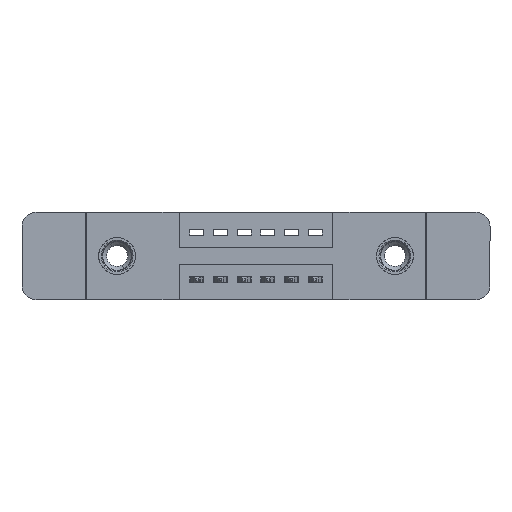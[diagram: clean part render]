
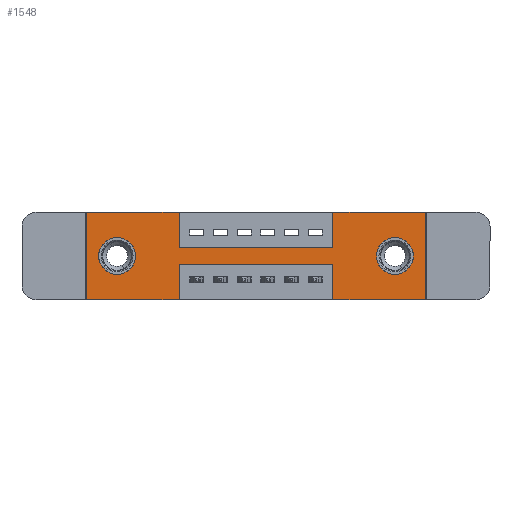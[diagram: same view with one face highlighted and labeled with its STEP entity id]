
A CAD part, front view. The second image highlights one B-rep face of the part: STEP entity #1548.
In plain terms, the highlighted planar face has unit normal (0, -1, 0).
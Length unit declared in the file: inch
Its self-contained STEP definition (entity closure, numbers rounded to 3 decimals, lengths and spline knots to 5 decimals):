
#137 = EDGE_CURVE ( 'NONE', #4415, #8500, #2648, .T. ) ;
#160 = LINE ( 'NONE', #2239, #9847 ) ;
#253 = CARTESIAN_POINT ( 'NONE',  ( 1.0425, 0., -0.22 ) ) ;
#291 = ORIENTED_EDGE ( 'NONE', *, *, #137, .F. ) ;
#571 = CIRCLE ( 'NONE', #5383, 0.078 ) ;
#585 = EDGE_CURVE ( 'NONE', #8233, #9403, #9641, .T. ) ;
#664 = EDGE_CURVE ( 'NONE', #8500, #12074, #4726, .T. ) ;
#680 = CARTESIAN_POINT ( 'NONE',  ( 0.3925, 0., -0.37 ) ) ;
#682 = VECTOR ( 'NONE', #12185, 39.37008 ) ;
#716 = CARTESIAN_POINT ( 'NONE',  ( 1.0425, 0., -0.37 ) ) ;
#759 = EDGE_CURVE ( 'NONE', #4209, #8233, #9126, .T. ) ;
#811 = CARTESIAN_POINT ( 'NONE',  ( 0., 0., 0. ) ) ;
#1321 = CARTESIAN_POINT ( 'NONE',  ( 0., 0., 0. ) ) ;
#1435 = VECTOR ( 'NONE', #9473, 39.37008 ) ;
#1445 = EDGE_CURVE ( 'NONE', #4848, #4415, #13648, .T. ) ;
#1548 = ADVANCED_FACE ( 'NONE', ( #8044, #2974, #14552 ), #8337, .T. ) ;
#2016 = AXIS2_PLACEMENT_3D ( 'NONE', #2707, #9370, #2654 ) ;
#2110 = VECTOR ( 'NONE', #8575, 39.37008 ) ;
#2138 = CARTESIAN_POINT ( 'NONE',  ( 1.0425, 0., 0. ) ) ;
#2190 = AXIS2_PLACEMENT_3D ( 'NONE', #7669, #4139, #14300 ) ;
#2239 = CARTESIAN_POINT ( 'NONE',  ( 0.3925, 0., -0.22 ) ) ;
#2416 = EDGE_CURVE ( 'NONE', #11289, #2637, #3104, .T. ) ;
#2467 = CARTESIAN_POINT ( 'NONE',  ( 1.435, 0., 0. ) ) ;
#2588 = AXIS2_PLACEMENT_3D ( 'NONE', #4586, #3513, #11359 ) ;
#2637 = VERTEX_POINT ( 'NONE', #7693 ) ;
#2648 = LINE ( 'NONE', #8687, #3013 ) ;
#2654 = DIRECTION ( 'NONE',  ( 0., 0., -1. ) ) ;
#2707 = CARTESIAN_POINT ( 'NONE',  ( 1.305, 0., -0.185 ) ) ;
#2817 = CARTESIAN_POINT ( 'NONE',  ( 0.3925, 0., -0.15 ) ) ;
#2974 = FACE_BOUND ( 'NONE', #5957, .T. ) ;
#3013 = VECTOR ( 'NONE', #4319, 39.37008 ) ;
#3034 = DIRECTION ( 'NONE',  ( 0., 0., 1. ) ) ;
#3104 = CIRCLE ( 'NONE', #2588, 0.078 ) ;
#3245 = ORIENTED_EDGE ( 'NONE', *, *, #664, .F. ) ;
#3314 = CARTESIAN_POINT ( 'NONE',  ( 1.0425, 0., -0.15 ) ) ;
#3435 = AXIS2_PLACEMENT_3D ( 'NONE', #7311, #14130, #10735 ) ;
#3484 = VECTOR ( 'NONE', #4895, 39.37008 ) ;
#3513 = DIRECTION ( 'NONE',  ( 0., 1., 0. ) ) ;
#3760 = ORIENTED_EDGE ( 'NONE', *, *, #9079, .T. ) ;
#4051 = ORIENTED_EDGE ( 'NONE', *, *, #7340, .F. ) ;
#4139 = DIRECTION ( 'NONE',  ( 0., 1., 0. ) ) ;
#4209 = VERTEX_POINT ( 'NONE', #7865 ) ;
#4319 = DIRECTION ( 'NONE',  ( -1., 0., 0. ) ) ;
#4415 = VERTEX_POINT ( 'NONE', #680 ) ;
#4534 = DIRECTION ( 'NONE',  ( 0., 0., -1. ) ) ;
#4577 = VECTOR ( 'NONE', #13569, 39.37008 ) ;
#4586 = CARTESIAN_POINT ( 'NONE',  ( 0.13, 0., -0.185 ) ) ;
#4642 = ORIENTED_EDGE ( 'NONE', *, *, #8331, .F. ) ;
#4726 = LINE ( 'NONE', #811, #682 ) ;
#4848 = VERTEX_POINT ( 'NONE', #6791 ) ;
#4895 = DIRECTION ( 'NONE',  ( 0., 0., -1. ) ) ;
#4999 = VERTEX_POINT ( 'NONE', #253 ) ;
#5146 = DIRECTION ( 'NONE',  ( 0., 1., 0. ) ) ;
#5161 = EDGE_LOOP ( 'NONE', ( #8691, #4642, #5700, #7482, #11917, #5370, #4051, #5977, #10100, #5634, #3245, #291 ) ) ;
#5257 = VECTOR ( 'NONE', #13749, 39.37008 ) ;
#5370 = ORIENTED_EDGE ( 'NONE', *, *, #9936, .F. ) ;
#5383 = AXIS2_PLACEMENT_3D ( 'NONE', #10873, #5146, #3034 ) ;
#5634 = ORIENTED_EDGE ( 'NONE', *, *, #13688, .F. ) ;
#5700 = ORIENTED_EDGE ( 'NONE', *, *, #13812, .F. ) ;
#5957 = EDGE_LOOP ( 'NONE', ( #11025, #11971 ) ) ;
#5977 = ORIENTED_EDGE ( 'NONE', *, *, #6906, .F. ) ;
#6133 = CARTESIAN_POINT ( 'NONE',  ( 1.0425, 0., 0. ) ) ;
#6442 = CARTESIAN_POINT ( 'NONE',  ( 0., 0., -0.37 ) ) ;
#6456 = LINE ( 'NONE', #1321, #12776 ) ;
#6491 = CARTESIAN_POINT ( 'NONE',  ( 0., 0., -0.37 ) ) ;
#6791 = CARTESIAN_POINT ( 'NONE',  ( 0.3925, 0., -0.22 ) ) ;
#6846 = VERTEX_POINT ( 'NONE', #13886 ) ;
#6906 = EDGE_CURVE ( 'NONE', #6846, #8265, #14448, .T. ) ;
#7008 = CARTESIAN_POINT ( 'NONE',  ( 1.0425, 0., -0.37 ) ) ;
#7096 = CARTESIAN_POINT ( 'NONE',  ( 1.305, 0., -0.107 ) ) ;
#7311 = CARTESIAN_POINT ( 'NONE',  ( 0., 0., -0.37 ) ) ;
#7340 = EDGE_CURVE ( 'NONE', #8265, #12561, #7598, .T. ) ;
#7425 = CIRCLE ( 'NONE', #2016, 0.078 ) ;
#7482 = ORIENTED_EDGE ( 'NONE', *, *, #585, .F. ) ;
#7558 = VERTEX_POINT ( 'NONE', #13343 ) ;
#7563 = LINE ( 'NONE', #13521, #4577 ) ;
#7598 = LINE ( 'NONE', #6133, #13222 ) ;
#7661 = EDGE_LOOP ( 'NONE', ( #3760, #10207 ) ) ;
#7669 = CARTESIAN_POINT ( 'NONE',  ( 1.305, 0., -0.185 ) ) ;
#7693 = CARTESIAN_POINT ( 'NONE',  ( 0.13, 0., -0.107 ) ) ;
#7820 = DIRECTION ( 'NONE',  ( -1., 0., 0. ) ) ;
#7865 = CARTESIAN_POINT ( 'NONE',  ( 1.435, 0., 0. ) ) ;
#8044 = FACE_BOUND ( 'NONE', #7661, .T. ) ;
#8233 = VERTEX_POINT ( 'NONE', #13232 ) ;
#8265 = VERTEX_POINT ( 'NONE', #3314 ) ;
#8331 = EDGE_CURVE ( 'NONE', #4999, #4848, #160, .T. ) ;
#8337 = PLANE ( 'NONE',  #3435 ) ;
#8500 = VERTEX_POINT ( 'NONE', #6491 ) ;
#8575 = DIRECTION ( 'NONE',  ( 0., 0., 1. ) ) ;
#8687 = CARTESIAN_POINT ( 'NONE',  ( 0., 0., -0.37 ) ) ;
#8691 = ORIENTED_EDGE ( 'NONE', *, *, #1445, .F. ) ;
#8874 = CARTESIAN_POINT ( 'NONE',  ( 0., 0., 0. ) ) ;
#9077 = CARTESIAN_POINT ( 'NONE',  ( 1.305, 0., -0.263 ) ) ;
#9079 = EDGE_CURVE ( 'NONE', #13233, #13033, #14218, .T. ) ;
#9126 = LINE ( 'NONE', #2467, #11927 ) ;
#9265 = DIRECTION ( 'NONE',  ( 0., 0., 1. ) ) ;
#9370 = DIRECTION ( 'NONE',  ( 0., 1., 0. ) ) ;
#9403 = VERTEX_POINT ( 'NONE', #7008 ) ;
#9459 = LINE ( 'NONE', #13797, #5257 ) ;
#9473 = DIRECTION ( 'NONE',  ( 1., 0., 0. ) ) ;
#9641 = LINE ( 'NONE', #6442, #14214 ) ;
#9847 = VECTOR ( 'NONE', #7820, 39.37008 ) ;
#9936 = EDGE_CURVE ( 'NONE', #12561, #4209, #6456, .T. ) ;
#10047 = EDGE_CURVE ( 'NONE', #2637, #11289, #571, .T. ) ;
#10100 = ORIENTED_EDGE ( 'NONE', *, *, #14220, .F. ) ;
#10207 = ORIENTED_EDGE ( 'NONE', *, *, #11134, .T. ) ;
#10278 = DIRECTION ( 'NONE',  ( 1., 0., 0. ) ) ;
#10339 = LINE ( 'NONE', #716, #2110 ) ;
#10441 = CARTESIAN_POINT ( 'NONE',  ( 0.13, 0., -0.263 ) ) ;
#10735 = DIRECTION ( 'NONE',  ( 0., 0., -1. ) ) ;
#10873 = CARTESIAN_POINT ( 'NONE',  ( 0.13, 0., -0.185 ) ) ;
#11025 = ORIENTED_EDGE ( 'NONE', *, *, #10047, .T. ) ;
#11134 = EDGE_CURVE ( 'NONE', #13033, #13233, #7425, .T. ) ;
#11289 = VERTEX_POINT ( 'NONE', #10441 ) ;
#11359 = DIRECTION ( 'NONE',  ( 0., 0., 1. ) ) ;
#11917 = ORIENTED_EDGE ( 'NONE', *, *, #759, .F. ) ;
#11927 = VECTOR ( 'NONE', #4534, 39.37008 ) ;
#11971 = ORIENTED_EDGE ( 'NONE', *, *, #2416, .T. ) ;
#12074 = VERTEX_POINT ( 'NONE', #8874 ) ;
#12093 = DIRECTION ( 'NONE',  ( -1., 0., 0. ) ) ;
#12185 = DIRECTION ( 'NONE',  ( 0., 0., 1. ) ) ;
#12561 = VERTEX_POINT ( 'NONE', #2138 ) ;
#12776 = VECTOR ( 'NONE', #10278, 39.37008 ) ;
#13033 = VERTEX_POINT ( 'NONE', #9077 ) ;
#13222 = VECTOR ( 'NONE', #9265, 39.37008 ) ;
#13232 = CARTESIAN_POINT ( 'NONE',  ( 1.435, 0., -0.37 ) ) ;
#13233 = VERTEX_POINT ( 'NONE', #7096 ) ;
#13343 = CARTESIAN_POINT ( 'NONE',  ( 0.3925, 0., 0. ) ) ;
#13521 = CARTESIAN_POINT ( 'NONE',  ( 0., 0., 0. ) ) ;
#13569 = DIRECTION ( 'NONE',  ( 1., 0., 0. ) ) ;
#13648 = LINE ( 'NONE', #13822, #3484 ) ;
#13688 = EDGE_CURVE ( 'NONE', #12074, #7558, #7563, .T. ) ;
#13749 = DIRECTION ( 'NONE',  ( 0., 0., -1. ) ) ;
#13797 = CARTESIAN_POINT ( 'NONE',  ( 0.3925, 0., 0. ) ) ;
#13812 = EDGE_CURVE ( 'NONE', #9403, #4999, #10339, .T. ) ;
#13822 = CARTESIAN_POINT ( 'NONE',  ( 0.3925, 0., -0.37 ) ) ;
#13886 = CARTESIAN_POINT ( 'NONE',  ( 0.3925, 0., -0.15 ) ) ;
#14130 = DIRECTION ( 'NONE',  ( 0., -1., 0. ) ) ;
#14214 = VECTOR ( 'NONE', #12093, 39.37008 ) ;
#14218 = CIRCLE ( 'NONE', #2190, 0.078 ) ;
#14220 = EDGE_CURVE ( 'NONE', #7558, #6846, #9459, .T. ) ;
#14300 = DIRECTION ( 'NONE',  ( 0., 0., -1. ) ) ;
#14448 = LINE ( 'NONE', #2817, #1435 ) ;
#14552 = FACE_OUTER_BOUND ( 'NONE', #5161, .T. ) ;
